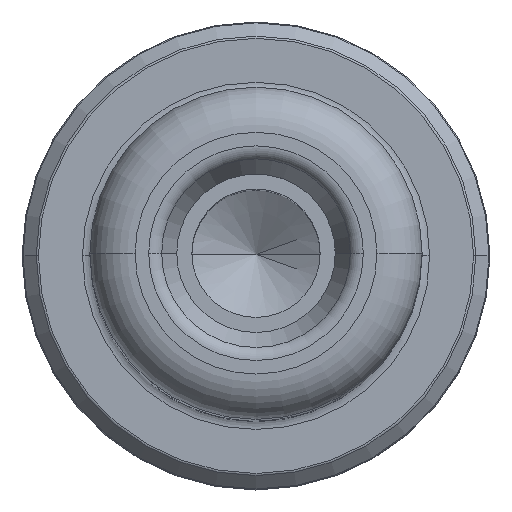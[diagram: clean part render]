
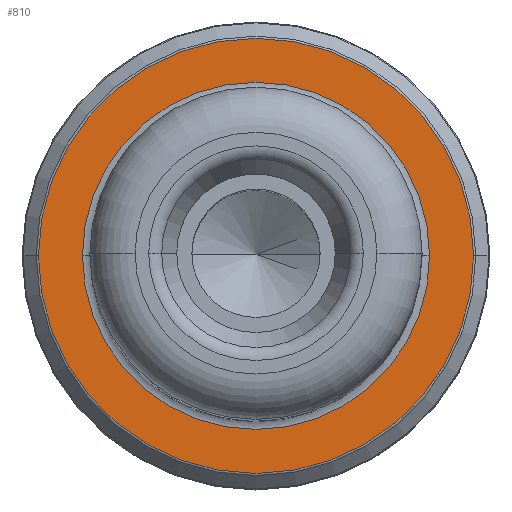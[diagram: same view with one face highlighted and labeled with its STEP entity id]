
A CAD part, top view. The second image highlights one B-rep face of the part: STEP entity #810.
In plain terms, the highlighted planar face has unit normal (0, 0, 1).
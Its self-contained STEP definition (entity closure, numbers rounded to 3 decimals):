
#45 = DIRECTION ( 'NONE',  ( -1., 0., 0. ) ) ;
#120 = EDGE_CURVE ( 'NONE', #2464, #1731, #1319, .T. ) ;
#125 = CARTESIAN_POINT ( 'NONE',  ( 0., 0., 24. ) ) ;
#180 = CARTESIAN_POINT ( 'NONE',  ( 0., 0., 24. ) ) ;
#239 = PLANE ( 'NONE',  #1646 ) ;
#282 = CIRCLE ( 'NONE', #920, 14.417 ) ;
#333 = AXIS2_PLACEMENT_3D ( 'NONE', #1786, #1749, #3915 ) ;
#558 = ORIENTED_EDGE ( 'NONE', *, *, #1157, .T. ) ;
#559 = CARTESIAN_POINT ( 'NONE',  ( 0., 0., 24. ) ) ;
#609 = AXIS2_PLACEMENT_3D ( 'NONE', #180, #1413, #1103 ) ;
#776 = EDGE_LOOP ( 'NONE', ( #964, #3228 ) ) ;
#810 = ADVANCED_FACE ( 'NONE', ( #2368, #2706 ), #239, .T. ) ;
#818 = DIRECTION ( 'NONE',  ( 0., 0., 1. ) ) ;
#920 = AXIS2_PLACEMENT_3D ( 'NONE', #2950, #818, #3880 ) ;
#964 = ORIENTED_EDGE ( 'NONE', *, *, #2979, .T. ) ;
#1048 = VERTEX_POINT ( 'NONE', #1544 ) ;
#1103 = DIRECTION ( 'NONE',  ( 1., 0., 0. ) ) ;
#1157 = EDGE_CURVE ( 'NONE', #2200, #1048, #282, .T. ) ;
#1160 = DIRECTION ( 'NONE',  ( 1., 0., 0. ) ) ;
#1319 = CIRCLE ( 'NONE', #3442, 11.5 ) ;
#1413 = DIRECTION ( 'NONE',  ( 0., 0., 1. ) ) ;
#1480 = EDGE_CURVE ( 'NONE', #1048, #2200, #3575, .T. ) ;
#1525 = EDGE_LOOP ( 'NONE', ( #558, #3546 ) ) ;
#1544 = CARTESIAN_POINT ( 'NONE',  ( -14.417, 0., 24. ) ) ;
#1623 = DIRECTION ( 'NONE',  ( 0., 0., -1. ) ) ;
#1646 = AXIS2_PLACEMENT_3D ( 'NONE', #559, #2687, #1160 ) ;
#1731 = VERTEX_POINT ( 'NONE', #3013 ) ;
#1749 = DIRECTION ( 'NONE',  ( 0., 0., -1. ) ) ;
#1786 = CARTESIAN_POINT ( 'NONE',  ( 0., 0., 24. ) ) ;
#2200 = VERTEX_POINT ( 'NONE', #2689 ) ;
#2368 = FACE_BOUND ( 'NONE', #776, .T. ) ;
#2464 = VERTEX_POINT ( 'NONE', #3669 ) ;
#2687 = DIRECTION ( 'NONE',  ( 0., 0., 1. ) ) ;
#2689 = CARTESIAN_POINT ( 'NONE',  ( 14.417, 0., 24. ) ) ;
#2706 = FACE_OUTER_BOUND ( 'NONE', #1525, .T. ) ;
#2907 = CIRCLE ( 'NONE', #333, 11.5 ) ;
#2950 = CARTESIAN_POINT ( 'NONE',  ( 0., 0., 24. ) ) ;
#2979 = EDGE_CURVE ( 'NONE', #1731, #2464, #2907, .T. ) ;
#3013 = CARTESIAN_POINT ( 'NONE',  ( -11.5, 0., 24. ) ) ;
#3228 = ORIENTED_EDGE ( 'NONE', *, *, #120, .T. ) ;
#3442 = AXIS2_PLACEMENT_3D ( 'NONE', #125, #1623, #45 ) ;
#3546 = ORIENTED_EDGE ( 'NONE', *, *, #1480, .T. ) ;
#3575 = CIRCLE ( 'NONE', #609, 14.417 ) ;
#3669 = CARTESIAN_POINT ( 'NONE',  ( 11.5, 0., 24. ) ) ;
#3880 = DIRECTION ( 'NONE',  ( 1., 0., 0. ) ) ;
#3915 = DIRECTION ( 'NONE',  ( -1., 0., 0. ) ) ;
